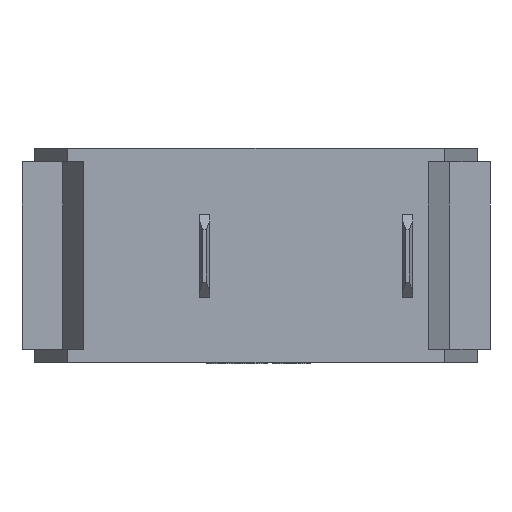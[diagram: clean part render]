
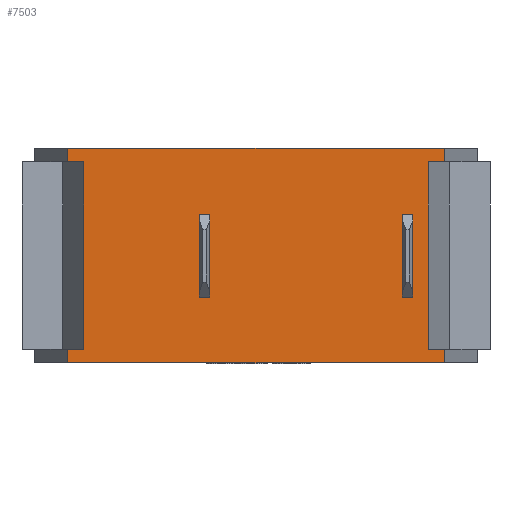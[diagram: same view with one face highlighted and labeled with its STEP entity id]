
A CAD part, front view. The second image highlights one B-rep face of the part: STEP entity #7503.
In plain terms, the highlighted planar face has unit normal (0, -1, 0).
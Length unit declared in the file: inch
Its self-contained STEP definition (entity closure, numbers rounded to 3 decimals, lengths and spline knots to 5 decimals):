
#25=FACE_BOUND('',#1438,.T.);
#26=FACE_BOUND('',#1439,.T.);
#1043=FACE_OUTER_BOUND('',#1437,.T.);
#1437=EDGE_LOOP('',(#6790,#6791,#6792,#6793,#6794,#6795,#6796,#6797,#6798,
#6799,#6800,#6801));
#1438=EDGE_LOOP('',(#6802,#6803,#6804,#6805));
#1439=EDGE_LOOP('',(#6806,#6807,#6808,#6809));
#1533=LINE('',#10343,#2361);
#1551=LINE('',#10380,#2379);
#1556=LINE('',#10390,#2384);
#1560=LINE('',#10397,#2388);
#1561=LINE('',#10399,#2389);
#1563=LINE('',#10403,#2391);
#1565=LINE('',#10407,#2393);
#1566=LINE('',#10409,#2394);
#2207=LINE('',#12008,#3035);
#2221=LINE('',#12045,#3049);
#2248=LINE('',#12105,#3076);
#2252=LINE('',#12112,#3080);
#2253=LINE('',#12114,#3081);
#2254=LINE('',#12118,#3082);
#2258=LINE('',#12126,#3086);
#2261=LINE('',#12131,#3089);
#2265=LINE('',#12137,#3093);
#2266=LINE('',#12139,#3094);
#2267=LINE('',#12142,#3095);
#2268=LINE('',#12145,#3096);
#2361=VECTOR('',#8340,0.3937);
#2379=VECTOR('',#8368,0.3937);
#2384=VECTOR('',#8377,0.3937);
#2388=VECTOR('',#8385,0.3937);
#2389=VECTOR('',#8388,0.3937);
#2391=VECTOR('',#8392,0.3937);
#2393=VECTOR('',#8396,0.3937);
#2394=VECTOR('',#8399,0.3937);
#3035=VECTOR('',#9952,0.3937);
#3049=VECTOR('',#9984,0.3937);
#3076=VECTOR('',#10039,0.3937);
#3080=VECTOR('',#10045,0.3937);
#3081=VECTOR('',#10048,0.3937);
#3082=VECTOR('',#10051,0.3937);
#3086=VECTOR('',#10057,0.3937);
#3089=VECTOR('',#10062,0.3937);
#3093=VECTOR('',#10070,0.3937);
#3094=VECTOR('',#10073,0.3937);
#3095=VECTOR('',#10078,0.3937);
#3096=VECTOR('',#10083,0.3937);
#3178=VERTEX_POINT('',#10340);
#3179=VERTEX_POINT('',#10342);
#3192=VERTEX_POINT('',#10377);
#3193=VERTEX_POINT('',#10379);
#3195=VERTEX_POINT('',#10387);
#3196=VERTEX_POINT('',#10389);
#3198=VERTEX_POINT('',#10401);
#3199=VERTEX_POINT('',#10405);
#3700=VERTEX_POINT('',#12005);
#3701=VERTEX_POINT('',#12007);
#3714=VERTEX_POINT('',#12042);
#3715=VERTEX_POINT('',#12044);
#3733=VERTEX_POINT('',#12102);
#3734=VERTEX_POINT('',#12104);
#3735=VERTEX_POINT('',#12108);
#3736=VERTEX_POINT('',#12110);
#3737=VERTEX_POINT('',#12116);
#3738=VERTEX_POINT('',#12117);
#3741=VERTEX_POINT('',#12125);
#3742=VERTEX_POINT('',#12130);
#3866=EDGE_CURVE('',#3179,#3178,#1533,.T.);
#3884=EDGE_CURVE('',#3193,#3192,#1551,.T.);
#3889=EDGE_CURVE('',#3196,#3195,#1556,.T.);
#3893=EDGE_CURVE('',#3178,#3193,#1560,.T.);
#3894=EDGE_CURVE('',#3192,#3179,#1561,.T.);
#3896=EDGE_CURVE('',#3195,#3198,#1563,.T.);
#3898=EDGE_CURVE('',#3198,#3199,#1565,.T.);
#3899=EDGE_CURVE('',#3199,#3196,#1566,.T.);
#4696=EDGE_CURVE('',#3700,#3701,#2207,.T.);
#4714=EDGE_CURVE('',#3714,#3715,#2221,.T.);
#4746=EDGE_CURVE('',#3734,#3733,#2248,.T.);
#4750=EDGE_CURVE('',#3735,#3736,#2252,.T.);
#4751=EDGE_CURVE('',#3736,#3734,#2253,.T.);
#4752=EDGE_CURVE('',#3737,#3738,#2254,.T.);
#4756=EDGE_CURVE('',#3738,#3741,#2258,.T.);
#4759=EDGE_CURVE('',#3742,#3737,#2261,.T.);
#4763=EDGE_CURVE('',#3741,#3715,#2265,.T.);
#4764=EDGE_CURVE('',#3714,#3735,#2266,.T.);
#4765=EDGE_CURVE('',#3700,#3742,#2267,.T.);
#4766=EDGE_CURVE('',#3733,#3701,#2268,.T.);
#6790=ORIENTED_EDGE('',*,*,#4746,.T.);
#6791=ORIENTED_EDGE('',*,*,#4766,.T.);
#6792=ORIENTED_EDGE('',*,*,#4696,.F.);
#6793=ORIENTED_EDGE('',*,*,#4765,.T.);
#6794=ORIENTED_EDGE('',*,*,#4759,.T.);
#6795=ORIENTED_EDGE('',*,*,#4752,.T.);
#6796=ORIENTED_EDGE('',*,*,#4756,.T.);
#6797=ORIENTED_EDGE('',*,*,#4763,.T.);
#6798=ORIENTED_EDGE('',*,*,#4714,.F.);
#6799=ORIENTED_EDGE('',*,*,#4764,.T.);
#6800=ORIENTED_EDGE('',*,*,#4750,.T.);
#6801=ORIENTED_EDGE('',*,*,#4751,.T.);
#6802=ORIENTED_EDGE('',*,*,#3866,.T.);
#6803=ORIENTED_EDGE('',*,*,#3893,.T.);
#6804=ORIENTED_EDGE('',*,*,#3884,.T.);
#6805=ORIENTED_EDGE('',*,*,#3894,.T.);
#6806=ORIENTED_EDGE('',*,*,#3889,.T.);
#6807=ORIENTED_EDGE('',*,*,#3896,.T.);
#6808=ORIENTED_EDGE('',*,*,#3898,.T.);
#6809=ORIENTED_EDGE('',*,*,#3899,.T.);
#7120=PLANE('',#8101);
#7503=ADVANCED_FACE('',(#1043,#25,#26),#7120,.T.);
#8101=AXIS2_PLACEMENT_3D('',#12147,#10086,#10087);
#8340=DIRECTION('',(0.,0.,-1.));
#8368=DIRECTION('',(0.,0.,1.));
#8377=DIRECTION('',(0.,0.,-1.));
#8385=DIRECTION('',(-1.,0.,0.));
#8388=DIRECTION('',(1.,0.,0.));
#8392=DIRECTION('',(-1.,0.,0.));
#8396=DIRECTION('',(0.,0.,1.));
#8399=DIRECTION('',(1.,0.,0.));
#9952=DIRECTION('',(-1.,0.,0.));
#9984=DIRECTION('',(1.,0.,0.));
#10039=DIRECTION('',(-1.,0.,0.));
#10045=DIRECTION('',(1.,0.,0.));
#10048=DIRECTION('',(0.,0.,-1.));
#10051=DIRECTION('',(0.,0.,1.));
#10057=DIRECTION('',(1.,0.,0.));
#10062=DIRECTION('',(-1.,0.,0.));
#10070=DIRECTION('',(0.,0.,1.));
#10073=DIRECTION('',(0.,0.,-1.));
#10078=DIRECTION('',(0.,0.,1.));
#10083=DIRECTION('',(0.,0.,-1.));
#10086=DIRECTION('center_axis',(0.,-1.,0.));
#10087=DIRECTION('ref_axis',(1.,0.,0.));
#10340=CARTESIAN_POINT('',(-0.138,-0.37,-0.124));
#10342=CARTESIAN_POINT('',(-0.138,-0.37,0.124));
#10343=CARTESIAN_POINT('',(-0.138,-0.37,-0.062));
#10377=CARTESIAN_POINT('',(-0.169,-0.37,0.124));
#10379=CARTESIAN_POINT('',(-0.169,-0.37,-0.124));
#10380=CARTESIAN_POINT('',(-0.169,-0.37,0.062));
#10387=CARTESIAN_POINT('',(0.468,-0.37,-0.124));
#10389=CARTESIAN_POINT('',(0.468,-0.37,0.124));
#10390=CARTESIAN_POINT('',(0.468,-0.37,-0.062));
#10397=CARTESIAN_POINT('',(-0.43375,-0.37,-0.124));
#10399=CARTESIAN_POINT('',(-0.41825,-0.37,0.124));
#10401=CARTESIAN_POINT('',(0.437,-0.37,-0.124));
#10403=CARTESIAN_POINT('',(-0.13075,-0.37,-0.124));
#10405=CARTESIAN_POINT('',(0.437,-0.37,0.124));
#10407=CARTESIAN_POINT('',(0.437,-0.37,0.062));
#10409=CARTESIAN_POINT('',(-0.11525,-0.37,0.124));
#12005=CARTESIAN_POINT('',(0.5625,-0.37,-0.32));
#12007=CARTESIAN_POINT('',(-0.5625,-0.37,-0.32));
#12008=CARTESIAN_POINT('',(0.6985,-0.37,-0.32));
#12042=CARTESIAN_POINT('',(-0.5625,-0.37,0.32));
#12044=CARTESIAN_POINT('',(0.5625,-0.37,0.32));
#12045=CARTESIAN_POINT('',(0.6985,-0.37,0.32));
#12102=CARTESIAN_POINT('',(-0.5625,-0.37,-0.28));
#12104=CARTESIAN_POINT('',(-0.51472,-0.37,-0.28));
#12105=CARTESIAN_POINT('',(-0.34925,-0.37,-0.28));
#12108=CARTESIAN_POINT('',(-0.5625,-0.37,0.28));
#12110=CARTESIAN_POINT('',(-0.51472,-0.37,0.28));
#12112=CARTESIAN_POINT('',(-0.34925,-0.37,0.28));
#12114=CARTESIAN_POINT('',(-0.51472,-0.37,0.));
#12116=CARTESIAN_POINT('',(0.51472,-0.37,-0.28));
#12117=CARTESIAN_POINT('',(0.51472,-0.37,0.28));
#12118=CARTESIAN_POINT('',(0.51472,-0.37,0.));
#12125=CARTESIAN_POINT('',(0.5625,-0.37,0.28));
#12126=CARTESIAN_POINT('',(-0.34925,-0.37,0.28));
#12130=CARTESIAN_POINT('',(0.5625,-0.37,-0.28));
#12131=CARTESIAN_POINT('',(-0.34925,-0.37,-0.28));
#12137=CARTESIAN_POINT('',(0.5625,-0.37,0.16));
#12139=CARTESIAN_POINT('',(-0.5625,-0.37,0.16));
#12142=CARTESIAN_POINT('',(0.5625,-0.37,-0.16));
#12145=CARTESIAN_POINT('',(-0.5625,-0.37,-0.16));
#12147=CARTESIAN_POINT('Origin',(-0.6985,-0.37,0.));
